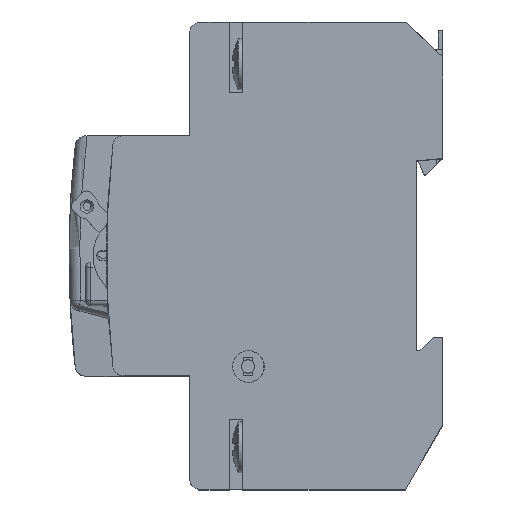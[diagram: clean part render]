
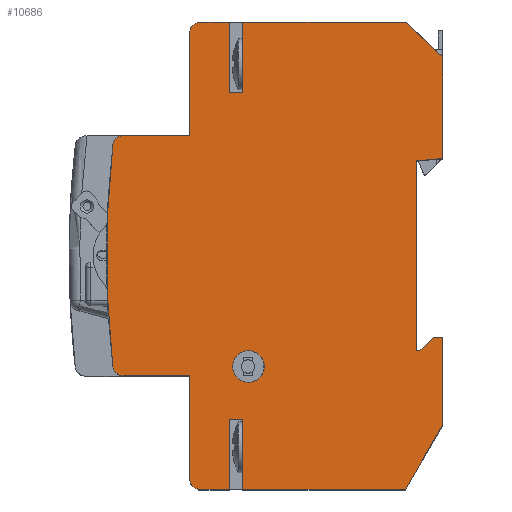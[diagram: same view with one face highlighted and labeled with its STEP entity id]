
A CAD part, top view. The second image highlights one B-rep face of the part: STEP entity #10686.
In plain terms, the highlighted planar face has unit normal (0, 0, 1).
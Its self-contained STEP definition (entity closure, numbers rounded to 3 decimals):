
#801=DIRECTION('',(-1.,0.,0.));
#802=VECTOR('',#801,30.5);
#803=CARTESIAN_POINT('',(40.4,43.75,0.));
#804=LINE('',#803,#802);
#817=DIRECTION('',(-1.,0.,0.));
#818=VECTOR('',#817,5.7);
#819=CARTESIAN_POINT('',(7.4,43.75,0.));
#820=LINE('',#819,#818);
#1275=DIRECTION('',(0.,1.,0.));
#1276=VECTOR('',#1275,19.035);
#1277=CARTESIAN_POINT('',(47.4,18.187,0.));
#1278=LINE('',#1277,#1276);
#1283=DIRECTION('',(-1.,0.,0.));
#1284=VECTOR('',#1283,12.415);
#1285=CARTESIAN_POINT('',(0.,-22.5,0.));
#1286=LINE('',#1285,#1284);
#1287=CARTESIAN_POINT('',(-12.416,-20.5,0.));
#1288=DIRECTION('',(0.,0.,-1.));
#1289=DIRECTION('',(0.,-1.,0.));
#1290=AXIS2_PLACEMENT_3D('',#1287,#1288,#1289);
#1292=CARTESIAN_POINT('',(164.4,0.,0.));
#1293=DIRECTION('',(0.,0.,-1.));
#1294=DIRECTION('',(-0.993,-0.115,0.));
#1295=AXIS2_PLACEMENT_3D('',#1292,#1293,#1294);
#1297=CARTESIAN_POINT('',(-12.416,20.5,0.));
#1298=DIRECTION('',(0.,0.,-1.));
#1299=DIRECTION('',(-0.993,0.115,0.));
#1300=AXIS2_PLACEMENT_3D('',#1297,#1298,#1299);
#1302=DIRECTION('',(1.,0.,0.));
#1303=VECTOR('',#1302,12.416);
#1304=CARTESIAN_POINT('',(-12.416,22.5,0.));
#1305=LINE('',#1304,#1303);
#1306=DIRECTION('',(0.,1.,0.));
#1307=VECTOR('',#1306,19.25);
#1308=CARTESIAN_POINT('',(0.,22.5,0.));
#1309=LINE('',#1308,#1307);
#1310=CARTESIAN_POINT('',(2.,41.75,0.));
#1311=DIRECTION('',(0.,0.,-1.));
#1312=DIRECTION('',(-1.,0.,0.));
#1313=AXIS2_PLACEMENT_3D('',#1310,#1311,#1312);
#1315=DIRECTION('',(0.,-1.,0.));
#1316=VECTOR('',#1315,13.15);
#1317=CARTESIAN_POINT('',(7.4,43.75,0.));
#1318=LINE('',#1317,#1316);
#1319=DIRECTION('',(0.,1.,0.));
#1320=VECTOR('',#1319,13.15);
#1321=CARTESIAN_POINT('',(9.9,30.6,0.));
#1322=LINE('',#1321,#1320);
#1323=DIRECTION('',(0.731,-0.682,0.));
#1324=VECTOR('',#1323,9.571);
#1325=CARTESIAN_POINT('',(40.4,43.75,0.));
#1326=LINE('',#1325,#1324);
#1327=DIRECTION('',(-0.996,-0.087,0.));
#1328=VECTOR('',#1327,5.019);
#1329=CARTESIAN_POINT('',(47.4,18.187,0.));
#1330=LINE('',#1329,#1328);
#1331=DIRECTION('',(0.,-1.,0.));
#1332=VECTOR('',#1331,35.5);
#1333=CARTESIAN_POINT('',(42.4,17.75,0.));
#1334=LINE('',#1333,#1332);
#1335=DIRECTION('',(1.,0.,0.));
#1336=VECTOR('',#1335,0.7);
#1337=CARTESIAN_POINT('',(42.4,-17.75,0.));
#1338=LINE('',#1337,#1336);
#1339=DIRECTION('',(0.707,0.707,0.));
#1340=VECTOR('',#1339,3.536);
#1341=CARTESIAN_POINT('',(43.1,-17.75,0.));
#1342=LINE('',#1341,#1340);
#1343=DIRECTION('',(1.,0.,0.));
#1344=VECTOR('',#1343,1.8);
#1345=CARTESIAN_POINT('',(45.6,-15.25,0.));
#1346=LINE('',#1345,#1344);
#1347=DIRECTION('',(0.,-1.,0.));
#1348=VECTOR('',#1347,16.376);
#1349=CARTESIAN_POINT('',(47.4,-15.25,0.));
#1350=LINE('',#1349,#1348);
#1351=DIRECTION('',(-0.5,-0.866,0.));
#1352=VECTOR('',#1351,14.);
#1353=CARTESIAN_POINT('',(47.4,-31.626,0.));
#1354=LINE('',#1353,#1352);
#1355=DIRECTION('',(-1.,0.,0.));
#1356=VECTOR('',#1355,30.5);
#1357=CARTESIAN_POINT('',(40.4,-43.75,0.));
#1358=LINE('',#1357,#1356);
#1359=DIRECTION('',(0.,1.,0.));
#1360=VECTOR('',#1359,13.15);
#1361=CARTESIAN_POINT('',(9.9,-43.75,0.));
#1362=LINE('',#1361,#1360);
#1363=CARTESIAN_POINT('',(2.,-41.75,0.));
#1364=DIRECTION('',(0.,0.,-1.));
#1365=DIRECTION('',(-0.15,-0.989,0.));
#1366=AXIS2_PLACEMENT_3D('',#1363,#1364,#1365);
#1368=CARTESIAN_POINT('',(11.,-20.75,0.));
#1369=DIRECTION('',(0.,0.,1.));
#1370=DIRECTION('',(0.,1.,0.));
#1371=AXIS2_PLACEMENT_3D('',#1368,#1369,#1370);
#1373=CARTESIAN_POINT('',(11.,-20.75,0.));
#1374=DIRECTION('',(0.,0.,1.));
#1375=DIRECTION('',(0.,-1.,0.));
#1376=AXIS2_PLACEMENT_3D('',#1373,#1374,#1375);
#1378=DIRECTION('',(0.,-1.,0.));
#1379=VECTOR('',#1378,19.25);
#1380=CARTESIAN_POINT('',(0.,-22.5,0.));
#1381=LINE('',#1380,#1379);
#1446=DIRECTION('',(0.,-1.,0.));
#1447=VECTOR('',#1446,0.023);
#1448=CARTESIAN_POINT('',(1.7,-43.727,0.));
#1449=LINE('',#1448,#1447);
#1462=DIRECTION('',(1.,0.,0.));
#1463=VECTOR('',#1462,5.7);
#1464=CARTESIAN_POINT('',(1.7,-43.75,0.));
#1465=LINE('',#1464,#1463);
#4088=DIRECTION('',(0.,-1.,0.));
#4089=VECTOR('',#4088,0.023);
#4090=CARTESIAN_POINT('',(1.7,43.75,0.));
#4091=LINE('',#4090,#4089);
#4122=DIRECTION('',(-1.,0.,0.));
#4123=VECTOR('',#4122,2.5);
#4124=CARTESIAN_POINT('',(9.9,30.6,0.));
#4125=LINE('',#4124,#4123);
#4537=DIRECTION('',(0.,1.,0.));
#4538=VECTOR('',#4537,13.15);
#4539=CARTESIAN_POINT('',(7.4,-43.75,0.));
#4540=LINE('',#4539,#4538);
#4569=DIRECTION('',(1.,0.,0.));
#4570=VECTOR('',#4569,2.5);
#4571=CARTESIAN_POINT('',(7.4,-30.6,0.));
#4572=LINE('',#4571,#4570);
#7271=CARTESIAN_POINT('',(40.4,43.75,0.));
#7272=VERTEX_POINT('',#7271);
#7273=CARTESIAN_POINT('',(9.9,43.75,0.));
#7274=VERTEX_POINT('',#7273);
#7287=CARTESIAN_POINT('',(7.4,43.75,0.));
#7288=VERTEX_POINT('',#7287);
#7289=CARTESIAN_POINT('',(1.7,43.75,0.));
#7290=VERTEX_POINT('',#7289);
#7454=CARTESIAN_POINT('',(42.4,-17.75,0.));
#7455=VERTEX_POINT('',#7454);
#7456=CARTESIAN_POINT('',(42.4,17.75,0.));
#7457=VERTEX_POINT('',#7456);
#7492=CARTESIAN_POINT('',(47.4,37.222,0.));
#7493=VERTEX_POINT('',#7492);
#7494=CARTESIAN_POINT('',(47.4,18.187,0.));
#7495=VERTEX_POINT('',#7494);
#7496=CARTESIAN_POINT('',(0.,-22.5,0.));
#7497=CARTESIAN_POINT('',(0.,-41.75,0.));
#7498=VERTEX_POINT('',#7496);
#7499=VERTEX_POINT('',#7497);
#7500=CARTESIAN_POINT('',(-12.415,-22.5,0.));
#7501=VERTEX_POINT('',#7500);
#7502=CARTESIAN_POINT('',(-14.402,-20.73,0.));
#7503=VERTEX_POINT('',#7502);
#7504=CARTESIAN_POINT('',(-14.402,20.73,0.));
#7505=VERTEX_POINT('',#7504);
#7506=CARTESIAN_POINT('',(-12.416,22.5,0.));
#7507=VERTEX_POINT('',#7506);
#7508=CARTESIAN_POINT('',(0.,22.5,0.));
#7509=VERTEX_POINT('',#7508);
#7510=CARTESIAN_POINT('',(0.,41.75,0.));
#7511=VERTEX_POINT('',#7510);
#7512=CARTESIAN_POINT('',(1.7,43.727,0.));
#7513=VERTEX_POINT('',#7512);
#7514=CARTESIAN_POINT('',(7.4,30.6,0.));
#7515=VERTEX_POINT('',#7514);
#7516=CARTESIAN_POINT('',(9.9,30.6,0.));
#7517=VERTEX_POINT('',#7516);
#7518=CARTESIAN_POINT('',(43.1,-17.75,0.));
#7519=VERTEX_POINT('',#7518);
#7520=CARTESIAN_POINT('',(45.6,-15.25,0.));
#7521=VERTEX_POINT('',#7520);
#7522=CARTESIAN_POINT('',(47.4,-15.25,0.));
#7523=VERTEX_POINT('',#7522);
#7524=CARTESIAN_POINT('',(47.4,-31.626,0.));
#7525=VERTEX_POINT('',#7524);
#7526=CARTESIAN_POINT('',(40.4,-43.75,0.));
#7527=VERTEX_POINT('',#7526);
#7528=CARTESIAN_POINT('',(9.9,-43.75,0.));
#7529=VERTEX_POINT('',#7528);
#7530=CARTESIAN_POINT('',(9.9,-30.6,0.));
#7531=VERTEX_POINT('',#7530);
#7532=CARTESIAN_POINT('',(7.4,-30.6,0.));
#7533=VERTEX_POINT('',#7532);
#7534=CARTESIAN_POINT('',(7.4,-43.75,0.));
#7535=VERTEX_POINT('',#7534);
#7536=CARTESIAN_POINT('',(1.7,-43.75,0.));
#7537=VERTEX_POINT('',#7536);
#7538=CARTESIAN_POINT('',(1.7,-43.727,0.));
#7539=VERTEX_POINT('',#7538);
#7540=CARTESIAN_POINT('',(11.,-17.75,0.));
#7541=CARTESIAN_POINT('',(11.,-23.75,0.));
#7542=VERTEX_POINT('',#7540);
#7543=VERTEX_POINT('',#7541);
#10619=CARTESIAN_POINT('',(0.,0.,0.));
#10620=DIRECTION('',(0.,0.,-1.));
#10621=DIRECTION('',(0.,-1.,0.));
#10622=AXIS2_PLACEMENT_3D('',#10619,#10620,#10621);
#10623=PLANE('',#10622);
#10625=ORIENTED_EDGE('',*,*,#10624,.F.);
#10627=ORIENTED_EDGE('',*,*,#10626,.T.);
#10629=ORIENTED_EDGE('',*,*,#10628,.T.);
#10631=ORIENTED_EDGE('',*,*,#10630,.T.);
#10633=ORIENTED_EDGE('',*,*,#10632,.T.);
#10635=ORIENTED_EDGE('',*,*,#10634,.T.);
#10637=ORIENTED_EDGE('',*,*,#10636,.T.);
#10639=ORIENTED_EDGE('',*,*,#10638,.T.);
#10641=ORIENTED_EDGE('',*,*,#10640,.F.);
#10642=ORIENTED_EDGE('',*,*,#9736,.F.);
#10644=ORIENTED_EDGE('',*,*,#10643,.T.);
#10646=ORIENTED_EDGE('',*,*,#10645,.F.);
#10648=ORIENTED_EDGE('',*,*,#10647,.T.);
#10649=ORIENTED_EDGE('',*,*,#9720,.F.);
#10650=ORIENTED_EDGE('',*,*,#10565,.T.);
#10651=ORIENTED_EDGE('',*,*,#10586,.F.);
#10652=ORIENTED_EDGE('',*,*,#10606,.T.);
#10653=ORIENTED_EDGE('',*,*,#10121,.T.);
#10655=ORIENTED_EDGE('',*,*,#10654,.T.);
#10657=ORIENTED_EDGE('',*,*,#10656,.T.);
#10659=ORIENTED_EDGE('',*,*,#10658,.T.);
#10661=ORIENTED_EDGE('',*,*,#10660,.T.);
#10663=ORIENTED_EDGE('',*,*,#10662,.T.);
#10665=ORIENTED_EDGE('',*,*,#10664,.T.);
#10667=ORIENTED_EDGE('',*,*,#10666,.T.);
#10669=ORIENTED_EDGE('',*,*,#10668,.F.);
#10671=ORIENTED_EDGE('',*,*,#10670,.F.);
#10673=ORIENTED_EDGE('',*,*,#10672,.F.);
#10675=ORIENTED_EDGE('',*,*,#10674,.F.);
#10677=ORIENTED_EDGE('',*,*,#10676,.T.);
#10678=EDGE_LOOP('',(#10625,#10627,#10629,#10631,#10633,#10635,#10637,#10639,
#10641,#10642,#10644,#10646,#10648,#10649,#10650,#10651,#10652,#10653,#10655,
#10657,#10659,#10661,#10663,#10665,#10667,#10669,#10671,#10673,#10675,#10677));
#10679=FACE_OUTER_BOUND('',#10678,.F.);
#10681=ORIENTED_EDGE('',*,*,#10680,.T.);
#10683=ORIENTED_EDGE('',*,*,#10682,.T.);
#10684=EDGE_LOOP('',(#10681,#10683));
#10685=FACE_BOUND('',#10684,.F.);
#1291=CIRCLE('',#1290,2.);
#1296=CIRCLE('',#1295,180.);
#1301=CIRCLE('',#1300,2.);
#1314=CIRCLE('',#1313,2.);
#1367=CIRCLE('',#1366,2.);
#1372=CIRCLE('',#1371,3.);
#1377=CIRCLE('',#1376,3.);
#9720=EDGE_CURVE('',#7272,#7274,#804,.T.);
#9736=EDGE_CURVE('',#7288,#7290,#820,.T.);
#10121=EDGE_CURVE('',#7457,#7455,#1334,.T.);
#10565=EDGE_CURVE('',#7272,#7493,#1326,.T.);
#10586=EDGE_CURVE('',#7495,#7493,#1278,.T.);
#10606=EDGE_CURVE('',#7495,#7457,#1330,.T.);
#10624=EDGE_CURVE('',#7498,#7499,#1381,.T.);
#10626=EDGE_CURVE('',#7498,#7501,#1286,.T.);
#10628=EDGE_CURVE('',#7501,#7503,#1291,.T.);
#10630=EDGE_CURVE('',#7503,#7505,#1296,.T.);
#10632=EDGE_CURVE('',#7505,#7507,#1301,.T.);
#10634=EDGE_CURVE('',#7507,#7509,#1305,.T.);
#10636=EDGE_CURVE('',#7509,#7511,#1309,.T.);
#10638=EDGE_CURVE('',#7511,#7513,#1314,.T.);
#10640=EDGE_CURVE('',#7290,#7513,#4091,.T.);
#10643=EDGE_CURVE('',#7288,#7515,#1318,.T.);
#10645=EDGE_CURVE('',#7517,#7515,#4125,.T.);
#10647=EDGE_CURVE('',#7517,#7274,#1322,.T.);
#10654=EDGE_CURVE('',#7455,#7519,#1338,.T.);
#10656=EDGE_CURVE('',#7519,#7521,#1342,.T.);
#10658=EDGE_CURVE('',#7521,#7523,#1346,.T.);
#10660=EDGE_CURVE('',#7523,#7525,#1350,.T.);
#10662=EDGE_CURVE('',#7525,#7527,#1354,.T.);
#10664=EDGE_CURVE('',#7527,#7529,#1358,.T.);
#10666=EDGE_CURVE('',#7529,#7531,#1362,.T.);
#10668=EDGE_CURVE('',#7533,#7531,#4572,.T.);
#10670=EDGE_CURVE('',#7535,#7533,#4540,.T.);
#10672=EDGE_CURVE('',#7537,#7535,#1465,.T.);
#10674=EDGE_CURVE('',#7539,#7537,#1449,.T.);
#10676=EDGE_CURVE('',#7539,#7499,#1367,.T.);
#10680=EDGE_CURVE('',#7542,#7543,#1372,.T.);
#10682=EDGE_CURVE('',#7543,#7542,#1377,.T.);
#10686=ADVANCED_FACE('',(#10679,#10685),#10623,.F.);
